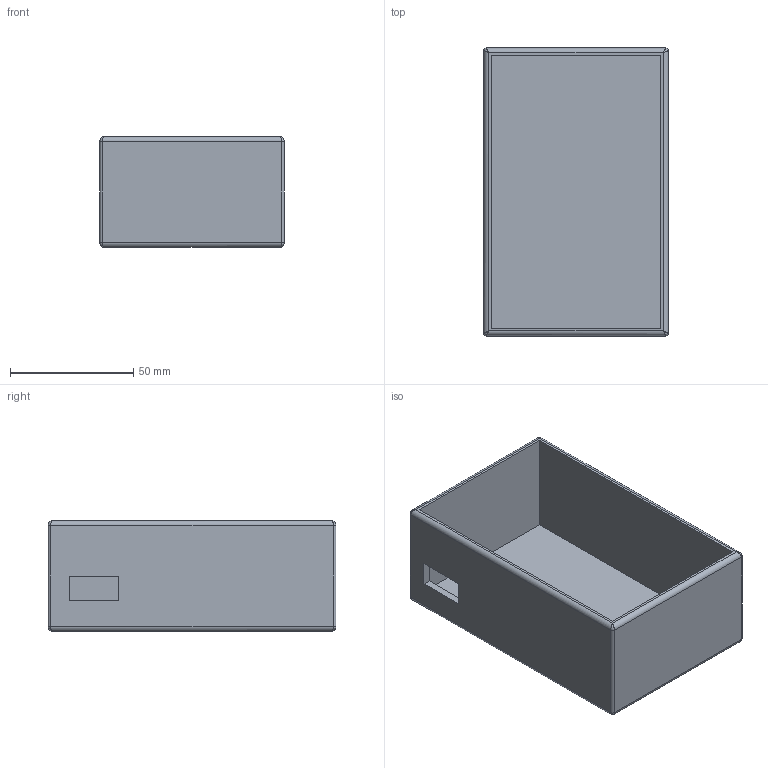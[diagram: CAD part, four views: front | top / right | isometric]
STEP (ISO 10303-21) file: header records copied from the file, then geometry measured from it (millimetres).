
FILE_DESCRIPTION(/* description */ (''),/* implementation_level */ '2;1');
FILE_NAME(/* name */ 'Battery Box.step',/* time_stamp */ '2025-07-31T23:17:16-04:00',/* author */ (''),/* organization */ (''),/* preprocessor_version */ 'ST-DEVELOPER v20.1',/* originating_system */ 'Autodesk Translation Framework v14.10.0.0',/* authorisation */ '');
FILE_SCHEMA (('AUTOMOTIVE_DESIGN { 1 0 10303 214 3 1 1 }'));
Products named in the file (1): Battery Box
Bounding box: 75 x 117 x 45 mm (x, y, z)
Volume: 71860.3 mm3; surface area: 49115 mm2
Topology: 1 solids, 1 shells, 1049 faces, 2971 edges, 1968 vertices
Faces by surface type: bspline 900, plane 137, cylinder 12
Entity records: 44133 total; most frequent: CARTESIAN_POINT 23162, ORIENTED_EDGE 5926, EDGE_CURVE 2963, VERTEX_POINT 1968, B_SPLINE_CURVE_WITH_KNOTS 1795, DIRECTION 1492, LINE 1144, VECTOR 1144
